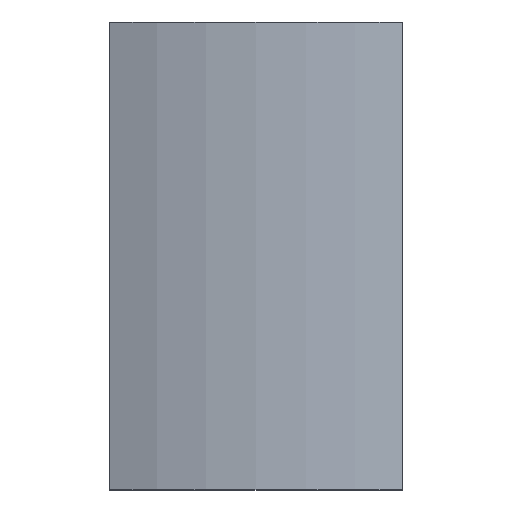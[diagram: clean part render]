
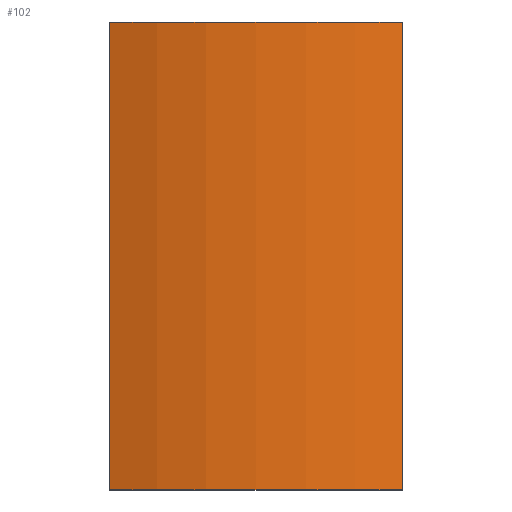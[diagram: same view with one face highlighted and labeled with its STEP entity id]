
A CAD part, top view. The second image highlights one B-rep face of the part: STEP entity #102.
In plain terms, the highlighted cylindrical face has radius 34.284 mm (diameter 68.568 mm), a partial arc.
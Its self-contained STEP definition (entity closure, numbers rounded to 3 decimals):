
#15=CIRCLE('',#129,34.284);
#16=CIRCLE('',#130,34.284);
#17=CYLINDRICAL_SURFACE('',#128,34.284);
#21=FACE_OUTER_BOUND('',#27,.T.);
#27=EDGE_LOOP('',(#82,#83,#84,#85));
#33=LINE('',#170,#43);
#35=LINE('',#176,#45);
#43=VECTOR('',#140,10.);
#45=VECTOR('',#144,10.);
#50=VERTEX_POINT('',#163);
#53=VERTEX_POINT('',#168);
#55=VERTEX_POINT('',#173);
#56=VERTEX_POINT('',#175);
#61=EDGE_CURVE('',#50,#53,#33,.T.);
#63=EDGE_CURVE('',#55,#56,#35,.T.);
#68=EDGE_CURVE('',#55,#50,#15,.T.);
#69=EDGE_CURVE('',#56,#53,#16,.T.);
#82=ORIENTED_EDGE('',*,*,#68,.T.);
#83=ORIENTED_EDGE('',*,*,#61,.T.);
#84=ORIENTED_EDGE('',*,*,#69,.F.);
#85=ORIENTED_EDGE('',*,*,#63,.F.);
#102=ADVANCED_FACE('',(#21),#17,.T.);
#128=AXIS2_PLACEMENT_3D('',#183,#151,#152);
#129=AXIS2_PLACEMENT_3D('',#184,#153,#154);
#130=AXIS2_PLACEMENT_3D('',#185,#155,#156);
#140=DIRECTION('',(0.,1.,0.));
#144=DIRECTION('',(0.,1.,0.));
#151=DIRECTION('center_axis',(0.,1.,0.));
#152=DIRECTION('ref_axis',(-0.365,0.,0.931));
#153=DIRECTION('center_axis',(0.,1.,0.));
#154=DIRECTION('ref_axis',(-0.365,0.,0.931));
#155=DIRECTION('center_axis',(0.,1.,0.));
#156=DIRECTION('ref_axis',(-0.365,0.,0.931));
#163=CARTESIAN_POINT('',(0.,0.,1.59));
#168=CARTESIAN_POINT('',(0.,40.,1.59));
#170=CARTESIAN_POINT('',(0.,0.,1.59));
#173=CARTESIAN_POINT('',(-25.,0.,1.59));
#175=CARTESIAN_POINT('',(-25.,40.,1.59));
#176=CARTESIAN_POINT('',(-25.,0.,1.59));
#183=CARTESIAN_POINT('Origin',(-12.5,0.,-30.334));
#184=CARTESIAN_POINT('Origin',(-12.5,0.,-30.334));
#185=CARTESIAN_POINT('Origin',(-12.5,40.,-30.334));
